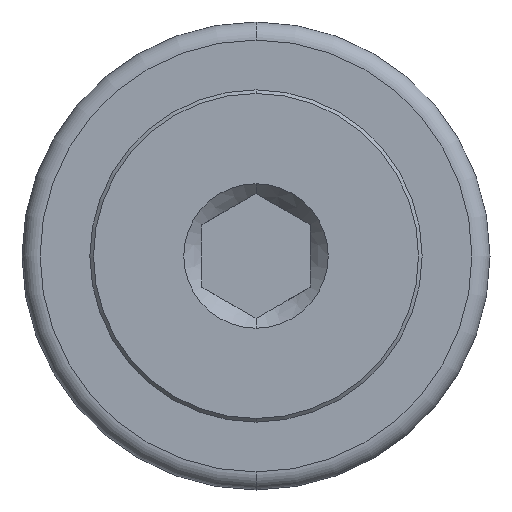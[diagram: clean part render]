
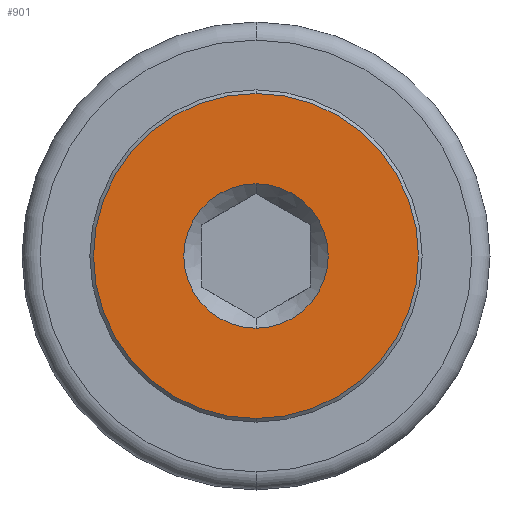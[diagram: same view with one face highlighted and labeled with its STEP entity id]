
A CAD part, left-side view. The second image highlights one B-rep face of the part: STEP entity #901.
In plain terms, the highlighted planar face has unit normal (-1, 0, 0).
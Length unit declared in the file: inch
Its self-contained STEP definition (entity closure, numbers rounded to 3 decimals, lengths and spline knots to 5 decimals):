
#18 = EDGE_CURVE ( 'NONE', #1246, #4935, #2922, .T. ) ;
#47 = AXIS2_PLACEMENT_3D ( 'NONE', #3639, #377, #4992 ) ;
#160 = EDGE_LOOP ( 'NONE', ( #2212, #4466 ) ) ;
#240 = EDGE_CURVE ( 'NONE', #5918, #1340, #4092, .T. ) ;
#315 = CIRCLE ( 'NONE', #3690, 0.17717 ) ;
#377 = DIRECTION ( 'NONE',  ( -1., 0., 0. ) ) ;
#419 = FACE_OUTER_BOUND ( 'NONE', #160, .T. ) ;
#687 = DIRECTION ( 'NONE',  ( 0., 0., 1. ) ) ;
#901 = ADVANCED_FACE ( 'NONE', ( #4674, #419 ), #1353, .T. ) ;
#1179 = CIRCLE ( 'NONE', #1944, 0.07874 ) ;
#1246 = VERTEX_POINT ( 'NONE', #2723 ) ;
#1340 = VERTEX_POINT ( 'NONE', #2020 ) ;
#1353 = PLANE ( 'NONE',  #2128 ) ;
#1736 = EDGE_LOOP ( 'NONE', ( #2997, #4539 ) ) ;
#1944 = AXIS2_PLACEMENT_3D ( 'NONE', #5587, #4742, #4200 ) ;
#2020 = CARTESIAN_POINT ( 'NONE',  ( -0.01476, 0., -0.17717 ) ) ;
#2039 = DIRECTION ( 'NONE',  ( 0., 0., 1. ) ) ;
#2128 = AXIS2_PLACEMENT_3D ( 'NONE', #5036, #2740, #5756 ) ;
#2212 = ORIENTED_EDGE ( 'NONE', *, *, #3513, .T. ) ;
#2253 = AXIS2_PLACEMENT_3D ( 'NONE', #4337, #2370, #2039 ) ;
#2370 = DIRECTION ( 'NONE',  ( -1., 0., 0. ) ) ;
#2723 = CARTESIAN_POINT ( 'NONE',  ( -0.01476, 0., 0.07874 ) ) ;
#2740 = DIRECTION ( 'NONE',  ( -1., 0., 0. ) ) ;
#2922 = CIRCLE ( 'NONE', #47, 0.07874 ) ;
#2981 = CARTESIAN_POINT ( 'NONE',  ( -0.01476, 0., 0. ) ) ;
#2997 = ORIENTED_EDGE ( 'NONE', *, *, #18, .F. ) ;
#3513 = EDGE_CURVE ( 'NONE', #1340, #5918, #315, .T. ) ;
#3639 = CARTESIAN_POINT ( 'NONE',  ( -0.01476, 0., 0. ) ) ;
#3690 = AXIS2_PLACEMENT_3D ( 'NONE', #2981, #4832, #687 ) ;
#4092 = CIRCLE ( 'NONE', #2253, 0.17717 ) ;
#4200 = DIRECTION ( 'NONE',  ( 0., 0., 1. ) ) ;
#4337 = CARTESIAN_POINT ( 'NONE',  ( -0.01476, 0., 0. ) ) ;
#4466 = ORIENTED_EDGE ( 'NONE', *, *, #240, .T. ) ;
#4521 = EDGE_CURVE ( 'NONE', #4935, #1246, #1179, .T. ) ;
#4539 = ORIENTED_EDGE ( 'NONE', *, *, #4521, .F. ) ;
#4674 = FACE_BOUND ( 'NONE', #1736, .T. ) ;
#4742 = DIRECTION ( 'NONE',  ( -1., 0., 0. ) ) ;
#4832 = DIRECTION ( 'NONE',  ( -1., 0., 0. ) ) ;
#4935 = VERTEX_POINT ( 'NONE', #5637 ) ;
#4992 = DIRECTION ( 'NONE',  ( 0., 0., 1. ) ) ;
#5036 = CARTESIAN_POINT ( 'NONE',  ( -0.01476, 0., 0. ) ) ;
#5519 = CARTESIAN_POINT ( 'NONE',  ( -0.01476, 0., 0.17717 ) ) ;
#5587 = CARTESIAN_POINT ( 'NONE',  ( -0.01476, 0., 0. ) ) ;
#5637 = CARTESIAN_POINT ( 'NONE',  ( -0.01476, 0., -0.07874 ) ) ;
#5756 = DIRECTION ( 'NONE',  ( 0., 0., 1. ) ) ;
#5918 = VERTEX_POINT ( 'NONE', #5519 ) ;
